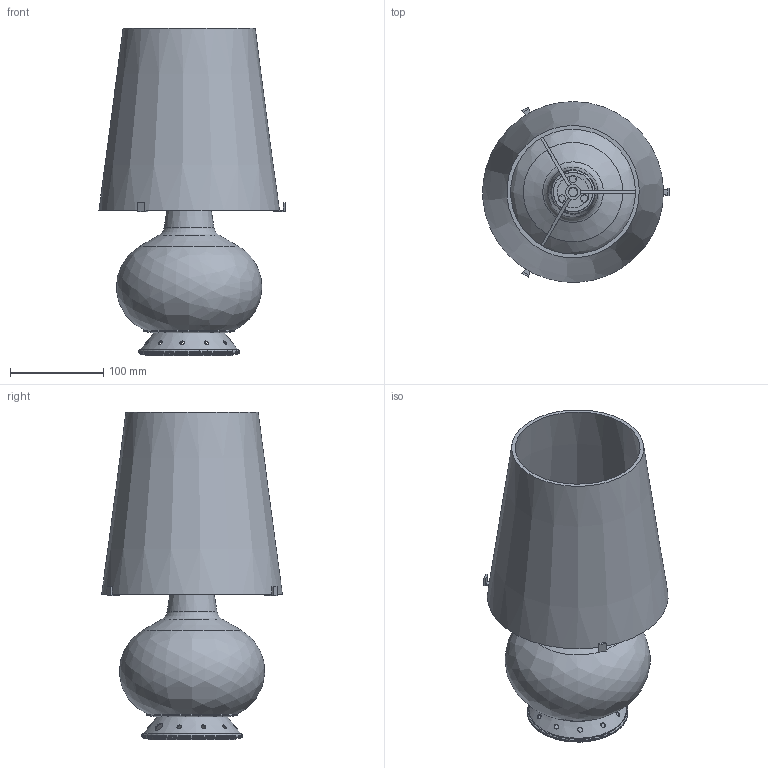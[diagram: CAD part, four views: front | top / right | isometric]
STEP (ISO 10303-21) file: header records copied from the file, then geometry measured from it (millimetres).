
FILE_DESCRIPTION(/* description */ (''),/* implementation_level */ '2;1');
FILE_NAME(/* name */ 'F185300xxxxxxx.stp',/* time_stamp */ '2020-01-13T15:26:23+01:00',/* author */ ('sghezzi'),/* organization */ (''),/* preprocessor_version */ 'ST-DEVELOPER v17.2',/* originating_system */ 'Autodesk Inventor 2019',/* authorisation */ '');
FILE_SCHEMA (('AUTOMOTIVE_DESIGN { 1 0 10303 214 3 1 1 }'));
Length unit declared in the file: millimetre
Products named in the file (11): F185300xxxxxxx; 003185340 Tappo chusura base1853.0; 007185340 Vite serraggio 1853.0; 007185352 Base metallo fori 1853.0; 007185350 Piattello superiore Base 1853.0; 007185341 Tige1853.0 C Fil int M 10X1; SCHEDA LED INF; 020004100 diff inf 1853.0; 007185339 tappo chiusura diff inf vern Bi 1853.0; 007185337 crociera vern Bi 1853.0; 020004001 diff sup 1853.0
Assembly tree (10 placements, depth 2):
  F185300xxxxxxx
    003185340 Tappo chusura base1853.0
    007185340 Vite serraggio 1853.0
    007185352 Base metallo fori 1853.0
    007185350 Piattello superiore Base 1853.0
    007185341 Tige1853.0 C Fil int M 10X1
    SCHEDA LED INF
    020004100 diff inf 1853.0
    007185339 tappo chiusura diff inf vern Bi 1853.0
    007185337 crociera vern Bi 1853.0
    020004001 diff sup 1853.0
Bounding box: 199.7 x 193.87 x 351.1 mm (x, y, z)
Volume: 730423.9 mm3; surface area: 419153.1 mm2
Topology: 10 solids, 10 shells, 343 faces, 985 edges, 688 vertices
Faces by surface type: plane 177, cylinder 122, torus 24, cone 16, bspline 4
Full cylindrical faces by diameter (mm): 3.2 x3, 4.1 x4, 5 x10, 8 x3, 9.4 x1, 10 x3, 10.2 x3, 10.5 x1, 13 x1, 16 x1, 16.2 x1, 18.2 x1, 20 x1, 29 x4, 72 x1, 74 x2, 76 x1, 90 x1, 94 x1, 106 x1, 108 x1
Entity records: 13069 total; most frequent: CARTESIAN_POINT 3022, DIRECTION 2089, ORIENTED_EDGE 1970, EDGE_CURVE 985, AXIS2_PLACEMENT_3D 798, VERTEX_POINT 688, LINE 493, VECTOR 493
